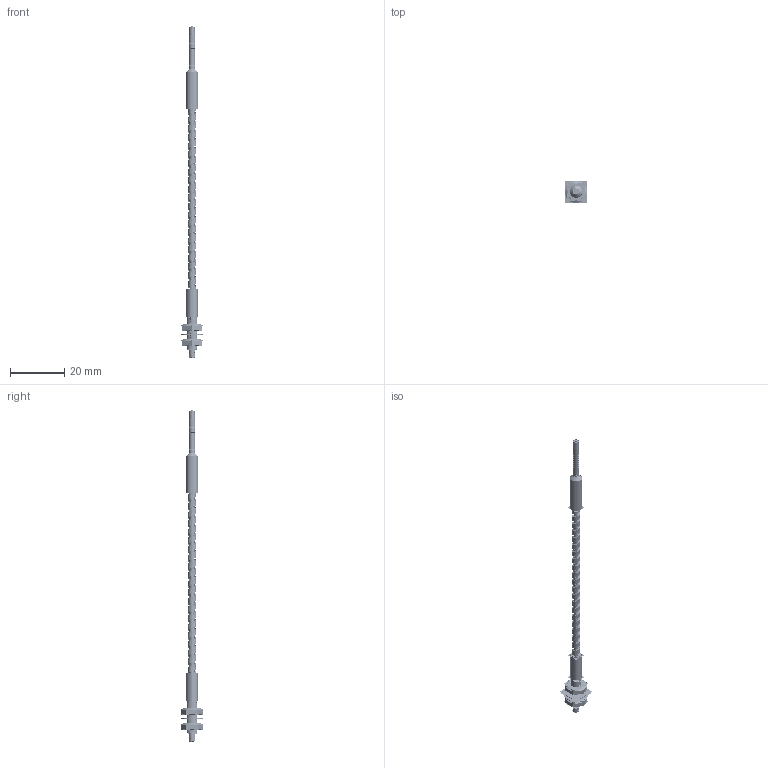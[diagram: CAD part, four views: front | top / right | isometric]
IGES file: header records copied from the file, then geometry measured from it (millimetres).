
Start section:  PTC IGES file: 189695.igs
Global section: file name: 189695.igs; native system: Creo Parametric by Parametric Technology Corporation; preprocessor: 2013230; author: pdmadmin; organization: Unknown; date: 20150817.100043; units: millimetre
Bounding box: 8.32 x 8.32 x 122.18 mm (x, y, z)
Volume: 644.3 mm3; surface area: 19952.4 mm2
Topology: 6 solids, 8 shells, 1264 faces, 6266 edges, 8013 vertices
Faces by surface type: revolution 992, bspline 272
